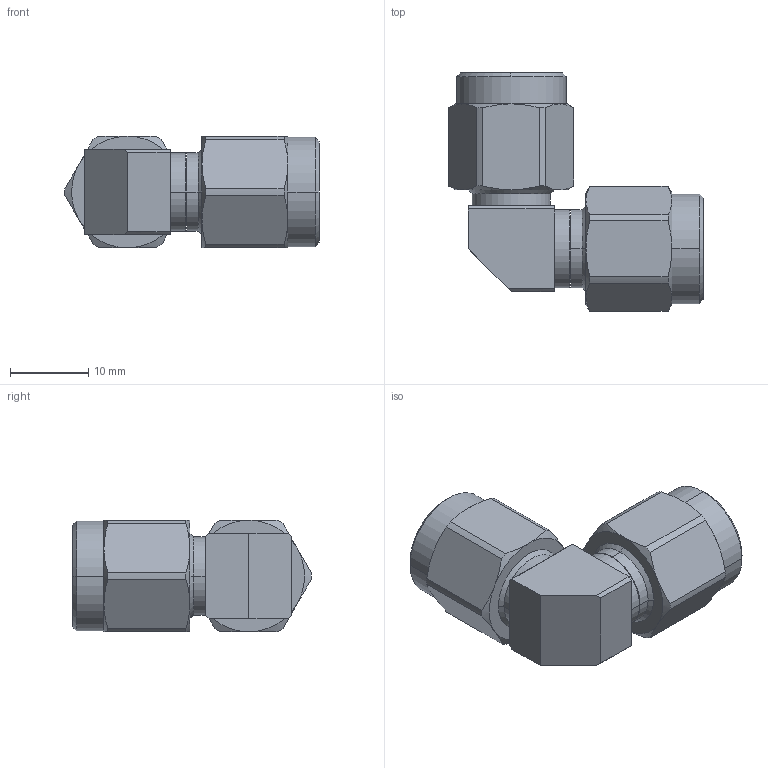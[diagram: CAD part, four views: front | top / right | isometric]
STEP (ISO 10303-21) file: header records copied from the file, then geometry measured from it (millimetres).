
FILE_DESCRIPTION (( 'STEP AP214' ), '1' );
FILE_NAME ('FMAD1581_3D.step', '2023-05-31T14:22:59', ( '' ), ( '' ), 'SwSTEP 2.0', 'SolidWorks 2022', '' );
FILE_SCHEMA (( 'AUTOMOTIVE_DESIGN' ));
Length unit declared in the file: millimetre
Products named in the file (3): Copy of ALS-T3T8-18-2--TNC3^FMAD1581; Copy of ALS-T3T8-18-4-RIGHT^FMAD1581; FMAD1581_3D
Assembly tree (3 placements, depth 2):
  FMAD1581_3D
    Copy of ALS-T3T8-18-4-RIGHT^FMAD1581
    Copy of ALS-T3T8-18-2--TNC3^FMAD1581  x2
Bounding box: 32.55 x 30.55 x 14.33 mm (x, y, z)
Volume: 5756.1 mm3; surface area: 4574.5 mm2
Topology: 3 solids, 3 shells, 213 faces, 476 edges, 290 vertices
Faces by surface type: cylinder 97, cone 72, plane 44
Entity records: 3329 total; most frequent: CARTESIAN_POINT 611, DIRECTION 603, ORIENTED_EDGE 512, EDGE_CURVE 256, AXIS2_PLACEMENT_3D 253, VERTEX_POINT 157, CIRCLE 133, EDGE_LOOP 125
